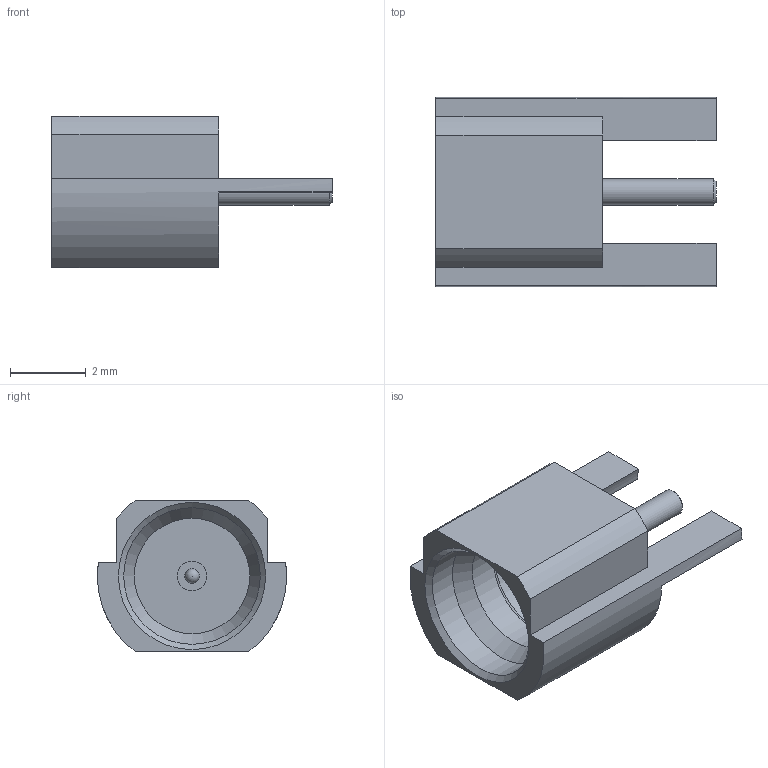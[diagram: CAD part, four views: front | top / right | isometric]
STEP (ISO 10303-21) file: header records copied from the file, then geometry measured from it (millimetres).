
FILE_DESCRIPTION (( 'STEP AP203' ), '1' );
FILE_NAME ('FMCN44225_3D.step', '2022-12-02T20:06:15', ( '' ), ( '' ), 'SwSTEP 2.0', 'SolidWorks 2021', '' );
FILE_SCHEMA (( 'CONFIG_CONTROL_DESIGN' ));
Length unit declared in the file: inch
Products named in the file (1): FMCN44225_3D
Bounding box: 7.4 x 5 x 4 mm (x, y, z)
Volume: 53.4 mm3; surface area: 158.9 mm2
Topology: 1 solids, 1 shells, 34 faces, 78 edges, 50 vertices
Faces by surface type: plane 16, cylinder 13, cone 4, sphere 1
Full cylindrical faces by diameter (mm): 0.381 x1, 0.7 x1, 0.786 x1, 2.6 x1, 3.048 x1, 3.175 x1, 3.607 x1
Entity records: 965 total; most frequent: DIRECTION 164, CARTESIAN_POINT 147, ORIENTED_EDGE 128, AXIS2_PLACEMENT_3D 65, EDGE_CURVE 64, EDGE_LOOP 50, VERTEX_POINT 48, FACE_OUTER_BOUND 41
